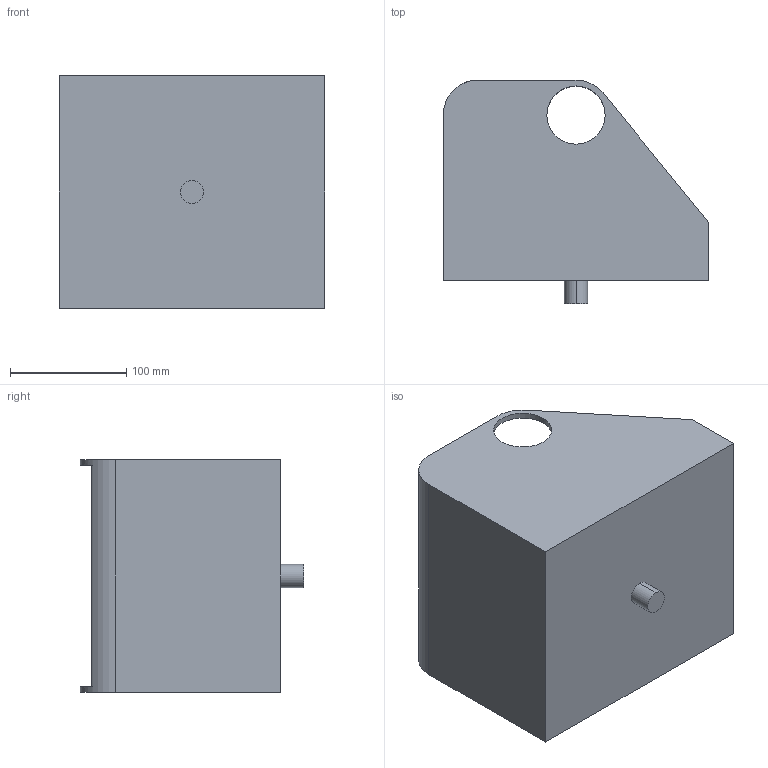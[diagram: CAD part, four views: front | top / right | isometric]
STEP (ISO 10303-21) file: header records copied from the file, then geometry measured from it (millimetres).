
FILE_DESCRIPTION (( 'STEP AP203' ), '1' );
FILE_NAME ('Cintura_Predeterminado_sldprt.STEP', '2021-11-03T21:37:49', ( '' ), ( '' ), 'SwSTEP 2.0', 'SolidWorks 2021', '' );
FILE_SCHEMA (( 'CONFIG_CONTROL_DESIGN' ));
Length unit declared in the file: millimetre
Products named in the file (1): Cintura_Predeterminado_sldprt
Bounding box: 228 x 192 x 200 mm (x, y, z)
Volume: 761859.3 mm3; surface area: 276336.7 mm2
Topology: 1 solids, 1 shells, 23 faces, 60 edges, 40 vertices
Faces by surface type: plane 14, cylinder 9
Entity records: 799 total; most frequent: DIRECTION 128, CARTESIAN_POINT 124, ORIENTED_EDGE 120, EDGE_CURVE 60, AXIS2_PLACEMENT_3D 44, VERTEX_POINT 40, LINE 40, VECTOR 40
